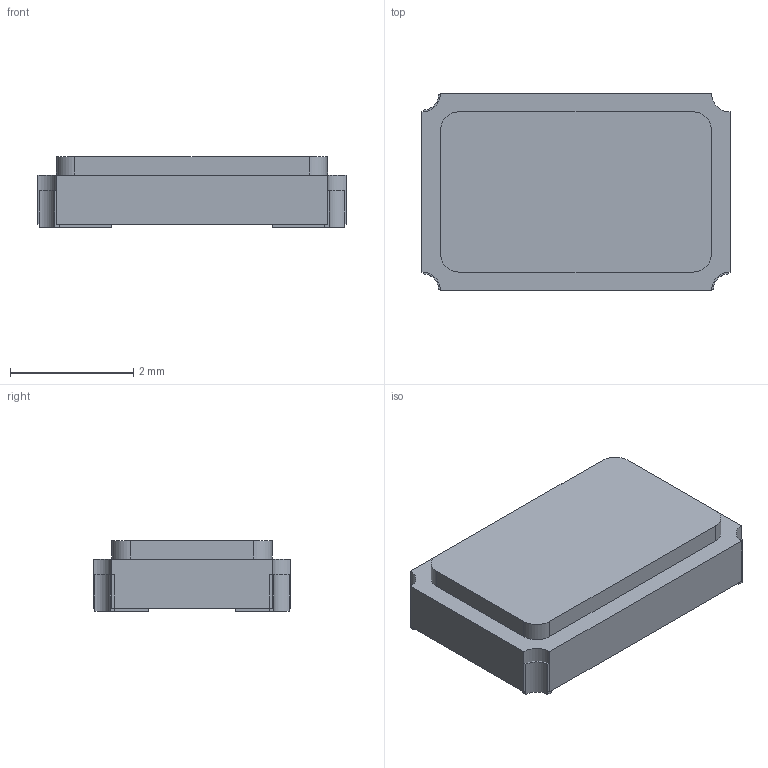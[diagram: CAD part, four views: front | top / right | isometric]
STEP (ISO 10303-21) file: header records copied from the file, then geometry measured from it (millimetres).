
FILE_DESCRIPTION(('FreeCAD Model'),'2;1');
FILE_NAME('Open CASCADE Shape Model','2024-02-13T12:15:46',( 'kicad StepUp'),('ksu MCAD'),'Open CASCADE STEP processor 7.7', 'FreeCAD','Unknown');
FILE_SCHEMA(('AUTOMOTIVE_DESIGN { 1 0 10303 214 1 1 1 1 }'));
Length unit declared in the file: millimetre
Products named in the file (1): Crystal_SMD_Abracon_ABM3B-4Pin_5.0x3.2mm
Bounding box: 5 x 3.2 x 1.15 mm (x, y, z)
Volume: 17.5 mm3; surface area: 83.3 mm2
Topology: 5 solids, 5 shells, 54 faces, 132 edges, 88 vertices
Faces by surface type: plane 43, cylinder 11
Entity records: 2009 total; most frequent: CARTESIAN_POINT 275, DIRECTION 264, ORIENTED_EDGE 264, EDGE_CURVE 132, LINE 110, VECTOR 110, VERTEX_POINT 88, AXIS2_PLACEMENT_3D 77
